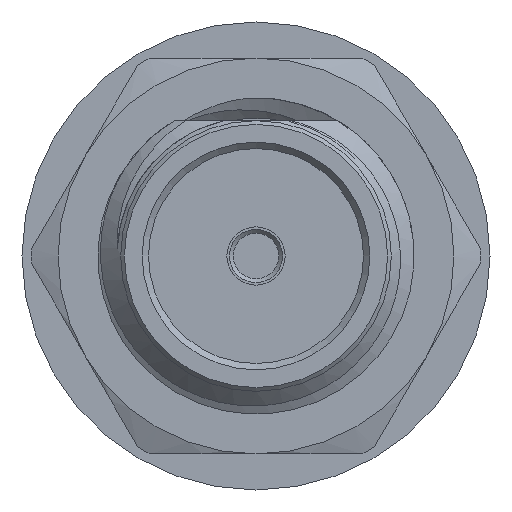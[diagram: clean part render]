
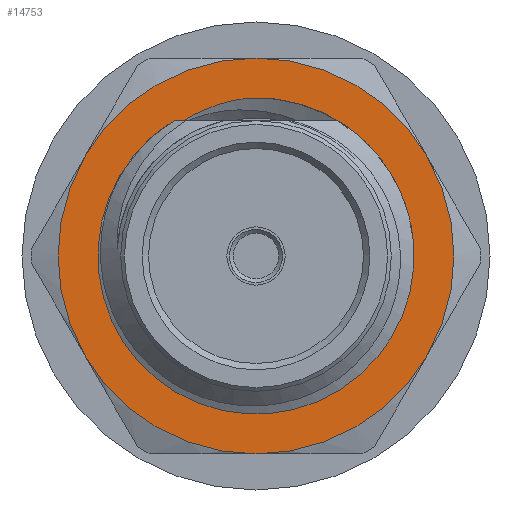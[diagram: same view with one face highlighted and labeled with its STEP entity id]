
A CAD part, left-side view. The second image highlights one B-rep face of the part: STEP entity #14753.
In plain terms, the highlighted planar face has unit normal (-1, 0, 0).
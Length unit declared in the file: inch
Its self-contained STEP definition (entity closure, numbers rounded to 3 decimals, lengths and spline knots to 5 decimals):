
#51 = B_SPLINE_CURVE_WITH_KNOTS ( 'NONE', 3,
 ( #18663, #10475, #16737, #7012, #20212, #24191, #6627, #7396 ),
 .UNSPECIFIED., .F., .F.,
 ( 4, 2, 2, 4 ),
 ( 0.00139, 0.0018, 0.00221, 0.00303 ),
 .UNSPECIFIED. ) ;
#347 = CARTESIAN_POINT ( 'NONE',  ( 0.12504, 0., 0. ) ) ;
#1005 = DIRECTION ( 'NONE',  ( 0., -0.5, -0.866 ) ) ;
#1125 = CARTESIAN_POINT ( 'NONE',  ( 0.12504, -0.11201, 0.04864 ) ) ;
#1397 = CARTESIAN_POINT ( 'NONE',  ( 0.12504, 0., 0. ) ) ;
#1443 = ORIENTED_EDGE ( 'NONE', *, *, #5240, .F. ) ;
#1486 = VERTEX_POINT ( 'NONE', #24662 ) ;
#2014 = CIRCLE ( 'NONE', #18794, 0.1565 ) ;
#2412 = AXIS2_PLACEMENT_3D ( 'NONE', #1397, #24745, #1005 ) ;
#2611 = B_SPLINE_CURVE_WITH_KNOTS ( 'NONE', 3,
 ( #10753, #22552, #14722, #20621, #1125, #3060 ),
 .UNSPECIFIED., .F., .F.,
 ( 4, 2, 4 ),
 ( 0., 0.00078, 0.00157 ),
 .UNSPECIFIED. ) ;
#2709 = DIRECTION ( 'NONE',  ( -1., 0., 0. ) ) ;
#3060 = CARTESIAN_POINT ( 'NONE',  ( 0.12504, -0.11466, 0.0387 ) ) ;
#3506 = EDGE_CURVE ( 'NONE', #12293, #5788, #2611, .T. ) ;
#3608 = EDGE_CURVE ( 'NONE', #12403, #24553, #17991, .T. ) ;
#3741 = DIRECTION ( 'NONE',  ( -1., 0., 0. ) ) ;
#4072 = VERTEX_POINT ( 'NONE', #8046 ) ;
#4103 = AXIS2_PLACEMENT_3D ( 'NONE', #17913, #16111, #20096 ) ;
#4561 = CARTESIAN_POINT ( 'NONE',  ( 0.12504, 0., 0.1565 ) ) ;
#4636 = EDGE_CURVE ( 'NONE', #24553, #1486, #10200, .T. ) ;
#4712 = DIRECTION ( 'NONE',  ( -1., 0., 0. ) ) ;
#5240 = EDGE_CURVE ( 'NONE', #12293, #14733, #25388, .T. ) ;
#5339 = DIRECTION ( 'NONE',  ( 0., -0.5, -0.866 ) ) ;
#5671 = CARTESIAN_POINT ( 'NONE',  ( 0.12504, 0., 0. ) ) ;
#5788 = VERTEX_POINT ( 'NONE', #21148 ) ;
#6135 = FACE_BOUND ( 'NONE', #23274, .T. ) ;
#6325 = CARTESIAN_POINT ( 'NONE',  ( 0.12504, -0.13553, 0.07825 ) ) ;
#6627 = CARTESIAN_POINT ( 'NONE',  ( 0.12504, 0.01709, 0.1236 ) ) ;
#7012 = CARTESIAN_POINT ( 'NONE',  ( 0.12504, 0.04763, 0.11275 ) ) ;
#7050 = EDGE_CURVE ( 'NONE', #5788, #11291, #10183, .T. ) ;
#7396 = CARTESIAN_POINT ( 'NONE',  ( 0.12504, 0.00625, 0.12484 ) ) ;
#8046 = CARTESIAN_POINT ( 'NONE',  ( 0.12504, -0.13553, -0.07825 ) ) ;
#8840 = ORIENTED_EDGE ( 'NONE', *, *, #4636, .T. ) ;
#9326 = EDGE_CURVE ( 'NONE', #13009, #24544, #2014, .T. ) ;
#9416 = AXIS2_PLACEMENT_3D ( 'NONE', #5671, #3741, #23221 ) ;
#9514 = ORIENTED_EDGE ( 'NONE', *, *, #9326, .T. ) ;
#10183 = CIRCLE ( 'NONE', #12627, 0.12102 ) ;
#10200 = CIRCLE ( 'NONE', #2412, 0.1565 ) ;
#10475 = CARTESIAN_POINT ( 'NONE',  ( 0.12504, 0.06166, 0.10464 ) ) ;
#10477 = ORIENTED_EDGE ( 'NONE', *, *, #17410, .T. ) ;
#10597 = ORIENTED_EDGE ( 'NONE', *, *, #3506, .T. ) ;
#10753 = CARTESIAN_POINT ( 'NONE',  ( 0.12504, -0.08452, 0.0921 ) ) ;
#11291 = VERTEX_POINT ( 'NONE', #14317 ) ;
#11494 = EDGE_CURVE ( 'NONE', #11291, #14733, #51, .T. ) ;
#11778 = DIRECTION ( 'NONE',  ( 0., -0.5, -0.866 ) ) ;
#12293 = VERTEX_POINT ( 'NONE', #23503 ) ;
#12403 = VERTEX_POINT ( 'NONE', #6325 ) ;
#12526 = DIRECTION ( 'NONE',  ( 0., -0.5, -0.866 ) ) ;
#12627 = AXIS2_PLACEMENT_3D ( 'NONE', #13408, #21221, #5339 ) ;
#12710 = AXIS2_PLACEMENT_3D ( 'NONE', #22844, #2709, #20783 ) ;
#13009 = VERTEX_POINT ( 'NONE', #20136 ) ;
#13408 = CARTESIAN_POINT ( 'NONE',  ( 0.12504, 0., 0. ) ) ;
#13520 = CIRCLE ( 'NONE', #16773, 0.1565 ) ;
#13691 = DIRECTION ( 'NONE',  ( -1., 0., 0. ) ) ;
#13717 = EDGE_CURVE ( 'NONE', #4072, #12403, #18407, .T. ) ;
#14048 = ORIENTED_EDGE ( 'NONE', *, *, #3608, .T. ) ;
#14199 = DIRECTION ( 'NONE',  ( -1., 0., 0. ) ) ;
#14317 = CARTESIAN_POINT ( 'NONE',  ( 0.12504, 0.066, 0.10144 ) ) ;
#14671 = CARTESIAN_POINT ( 'NONE',  ( 0.12504, 0., -0.1565 ) ) ;
#14722 = CARTESIAN_POINT ( 'NONE',  ( 0.12504, -0.09789, 0.07633 ) ) ;
#14733 = VERTEX_POINT ( 'NONE', #19588 ) ;
#14753 = ADVANCED_FACE ( 'NONE', ( #21636, #6135 ), #15738, .T. ) ;
#15030 = CARTESIAN_POINT ( 'NONE',  ( 0.12504, 0., 0. ) ) ;
#15356 = CARTESIAN_POINT ( 'NONE',  ( 0.12504, 0., 0. ) ) ;
#15738 = PLANE ( 'NONE',  #4103 ) ;
#15907 = DIRECTION ( 'NONE',  ( -1., 0., 0. ) ) ;
#15969 = EDGE_CURVE ( 'NONE', #1486, #13009, #13520, .T. ) ;
#16040 = DIRECTION ( 'NONE',  ( 0., -0.5, -0.866 ) ) ;
#16111 = DIRECTION ( 'NONE',  ( -1., 0., 0. ) ) ;
#16115 = DIRECTION ( 'NONE',  ( 0., -0.5, -0.866 ) ) ;
#16737 = CARTESIAN_POINT ( 'NONE',  ( 0.12504, 0.05711, 0.10753 ) ) ;
#16773 = AXIS2_PLACEMENT_3D ( 'NONE', #19592, #14199, #16115 ) ;
#17174 = AXIS2_PLACEMENT_3D ( 'NONE', #15356, #13691, #11778 ) ;
#17410 = EDGE_CURVE ( 'NONE', #24544, #4072, #22131, .T. ) ;
#17913 = CARTESIAN_POINT ( 'NONE',  ( 0.12504, 0., 0. ) ) ;
#17991 = CIRCLE ( 'NONE', #17174, 0.1565 ) ;
#18139 = ORIENTED_EDGE ( 'NONE', *, *, #11494, .T. ) ;
#18407 = CIRCLE ( 'NONE', #9416, 0.1565 ) ;
#18663 = CARTESIAN_POINT ( 'NONE',  ( 0.12504, 0.066, 0.10144 ) ) ;
#18794 = AXIS2_PLACEMENT_3D ( 'NONE', #15030, #15907, #16040 ) ;
#19155 = ORIENTED_EDGE ( 'NONE', *, *, #13717, .T. ) ;
#19588 = CARTESIAN_POINT ( 'NONE',  ( 0.12504, 0.00625, 0.12484 ) ) ;
#19592 = CARTESIAN_POINT ( 'NONE',  ( 0.12504, 0., 0. ) ) ;
#19905 = ORIENTED_EDGE ( 'NONE', *, *, #7050, .T. ) ;
#20096 = DIRECTION ( 'NONE',  ( 0., -0.5, -0.866 ) ) ;
#20136 = CARTESIAN_POINT ( 'NONE',  ( 0.12504, 0.13553, -0.07825 ) ) ;
#20212 = CARTESIAN_POINT ( 'NONE',  ( 0.12504, 0.04266, 0.11508 ) ) ;
#20621 = CARTESIAN_POINT ( 'NONE',  ( 0.12504, -0.10804, 0.05837 ) ) ;
#20783 = DIRECTION ( 'NONE',  ( 0., -0.5, -0.866 ) ) ;
#21148 = CARTESIAN_POINT ( 'NONE',  ( 0.12504, -0.11466, 0.0387 ) ) ;
#21221 = DIRECTION ( 'NONE',  ( 1., 0., 0. ) ) ;
#21636 = FACE_OUTER_BOUND ( 'NONE', #24307, .T. ) ;
#22131 = CIRCLE ( 'NONE', #12710, 0.1565 ) ;
#22552 = CARTESIAN_POINT ( 'NONE',  ( 0.12504, -0.09176, 0.08459 ) ) ;
#22844 = CARTESIAN_POINT ( 'NONE',  ( 0.12504, 0., 0. ) ) ;
#23221 = DIRECTION ( 'NONE',  ( 0., -0.5, -0.866 ) ) ;
#23274 = EDGE_LOOP ( 'NONE', ( #1443, #10597, #19905, #18139 ) ) ;
#23325 = AXIS2_PLACEMENT_3D ( 'NONE', #347, #4712, #12526 ) ;
#23503 = CARTESIAN_POINT ( 'NONE',  ( 0.12504, -0.08452, 0.0921 ) ) ;
#24191 = CARTESIAN_POINT ( 'NONE',  ( 0.12504, 0.02755, 0.12099 ) ) ;
#24307 = EDGE_LOOP ( 'NONE', ( #10477, #19155, #14048, #8840, #25201, #9514 ) ) ;
#24544 = VERTEX_POINT ( 'NONE', #14671 ) ;
#24553 = VERTEX_POINT ( 'NONE', #4561 ) ;
#24662 = CARTESIAN_POINT ( 'NONE',  ( 0.12504, 0.13553, 0.07825 ) ) ;
#24745 = DIRECTION ( 'NONE',  ( -1., 0., 0. ) ) ;
#25201 = ORIENTED_EDGE ( 'NONE', *, *, #15969, .T. ) ;
#25388 = CIRCLE ( 'NONE', #23325, 0.125 ) ;
